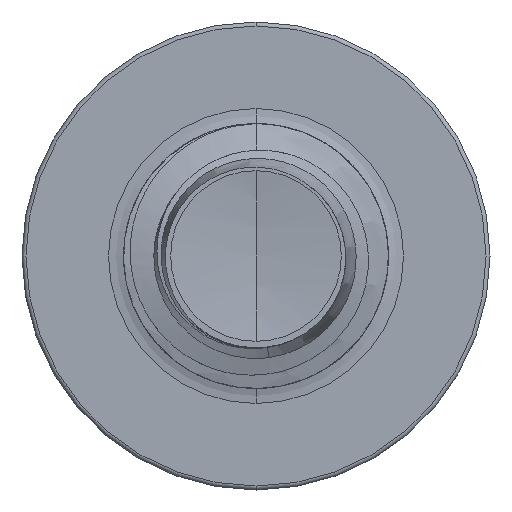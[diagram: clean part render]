
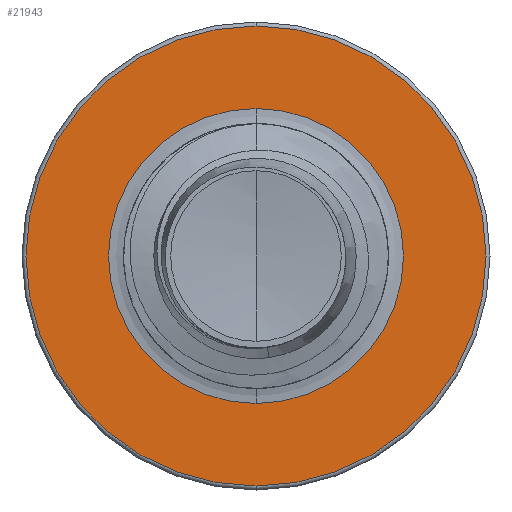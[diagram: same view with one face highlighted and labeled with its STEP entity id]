
A CAD part, front view. The second image highlights one B-rep face of the part: STEP entity #21943.
In plain terms, the highlighted planar face has unit normal (0, -1, 0).
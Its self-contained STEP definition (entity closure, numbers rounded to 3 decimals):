
#148 = CIRCLE ( 'NONE', #20696, 1.67 ) ;
#2044 = CARTESIAN_POINT ( 'NONE',  ( 0., 11., -1.67 ) ) ;
#2239 = DIRECTION ( 'NONE',  ( 0., 1., 0. ) ) ;
#2393 = VERTEX_POINT ( 'NONE', #31487 ) ;
#3777 = DIRECTION ( 'NONE',  ( 0., 1., 0. ) ) ;
#5068 = CARTESIAN_POINT ( 'NONE',  ( 0., 11., 0. ) ) ;
#6688 = ORIENTED_EDGE ( 'NONE', *, *, #8609, .F. ) ;
#7442 = VERTEX_POINT ( 'NONE', #13604 ) ;
#7742 = DIRECTION ( 'NONE',  ( 0., 0., 1. ) ) ;
#8579 = DIRECTION ( 'NONE',  ( 0., 0., 1. ) ) ;
#8609 = EDGE_CURVE ( 'NONE', #7442, #14640, #13281, .T. ) ;
#9068 = CIRCLE ( 'NONE', #9811, 2.605 ) ;
#9563 = CIRCLE ( 'NONE', #22551, 1.67 ) ;
#9811 = AXIS2_PLACEMENT_3D ( 'NONE', #27827, #13314, #30186 ) ;
#9916 = ORIENTED_EDGE ( 'NONE', *, *, #28572, .T. ) ;
#10202 = EDGE_CURVE ( 'NONE', #14640, #7442, #9068, .T. ) ;
#13281 = CIRCLE ( 'NONE', #15361, 2.605 ) ;
#13314 = DIRECTION ( 'NONE',  ( 0., 1., 0. ) ) ;
#13604 = CARTESIAN_POINT ( 'NONE',  ( 0., 11., 2.605 ) ) ;
#14640 = VERTEX_POINT ( 'NONE', #26677 ) ;
#15361 = AXIS2_PLACEMENT_3D ( 'NONE', #5068, #22508, #7742 ) ;
#16751 = EDGE_LOOP ( 'NONE', ( #21431, #9916 ) ) ;
#17124 = VERTEX_POINT ( 'NONE', #2044 ) ;
#17403 = CARTESIAN_POINT ( 'NONE',  ( 0., 11., 0. ) ) ;
#18402 = FACE_BOUND ( 'NONE', #16751, .T. ) ;
#18847 = CARTESIAN_POINT ( 'NONE',  ( 0., 11., 0. ) ) ;
#19008 = EDGE_CURVE ( 'NONE', #2393, #17124, #148, .T. ) ;
#19902 = DIRECTION ( 'NONE',  ( 0., 0., 1. ) ) ;
#20696 = AXIS2_PLACEMENT_3D ( 'NONE', #17403, #2239, #19902 ) ;
#20872 = PLANE ( 'NONE',  #26485 ) ;
#21338 = DIRECTION ( 'NONE',  ( 0., 0., 1. ) ) ;
#21431 = ORIENTED_EDGE ( 'NONE', *, *, #19008, .T. ) ;
#21943 = ADVANCED_FACE ( 'NONE', ( #24873, #18402 ), #20872, .F. ) ;
#22508 = DIRECTION ( 'NONE',  ( 0., 1., 0. ) ) ;
#22551 = AXIS2_PLACEMENT_3D ( 'NONE', #18847, #3777, #21338 ) ;
#23281 = DIRECTION ( 'NONE',  ( 0., 1., 0. ) ) ;
#24873 = FACE_OUTER_BOUND ( 'NONE', #31062, .T. ) ;
#25571 = CARTESIAN_POINT ( 'NONE',  ( 0., 11., -1.67 ) ) ;
#26485 = AXIS2_PLACEMENT_3D ( 'NONE', #25571, #23281, #8579 ) ;
#26677 = CARTESIAN_POINT ( 'NONE',  ( 0., 11., -2.605 ) ) ;
#27016 = ORIENTED_EDGE ( 'NONE', *, *, #10202, .F. ) ;
#27827 = CARTESIAN_POINT ( 'NONE',  ( 0., 11., 0. ) ) ;
#28572 = EDGE_CURVE ( 'NONE', #17124, #2393, #9563, .T. ) ;
#30186 = DIRECTION ( 'NONE',  ( 0., 0., 1. ) ) ;
#31062 = EDGE_LOOP ( 'NONE', ( #6688, #27016 ) ) ;
#31487 = CARTESIAN_POINT ( 'NONE',  ( 0., 11., 1.67 ) ) ;
